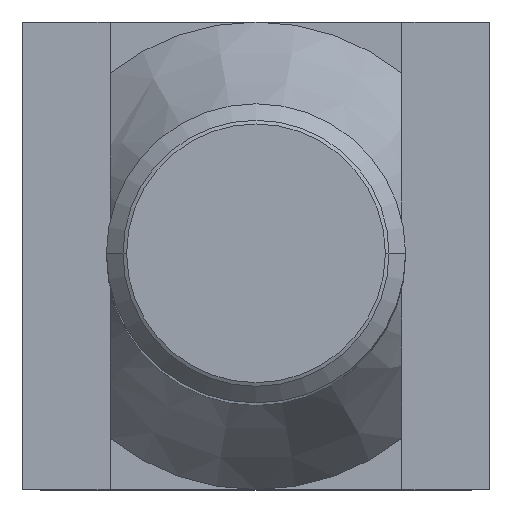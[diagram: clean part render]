
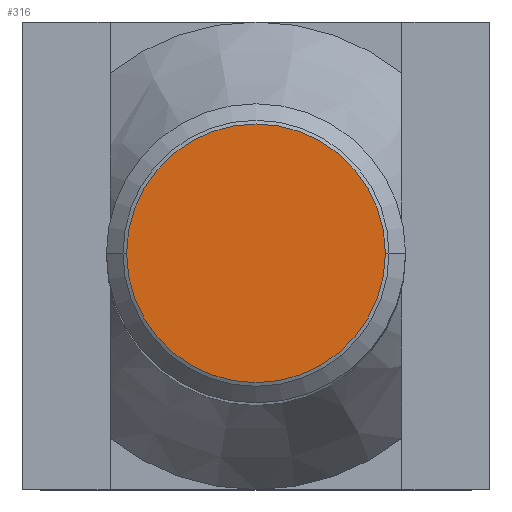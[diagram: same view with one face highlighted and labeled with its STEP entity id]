
A CAD part, top view. The second image highlights one B-rep face of the part: STEP entity #316.
In plain terms, the highlighted planar face has unit normal (0, 0, 1).
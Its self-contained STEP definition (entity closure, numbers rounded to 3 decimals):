
#266=EDGE_CURVE('',#328,#380,#541,.T.);
#298=EDGE_CURVE('',#380,#328,#576,.T.);
#316=ADVANCED_FACE('',(#594),#595,.T.);
#328=VERTEX_POINT('',#607);
#380=VERTEX_POINT('',#662);
#541=CIRCLE('',#892,6.917);
#576=CIRCLE('',#940,6.917);
#594=FACE_OUTER_BOUND('',#965,.T.);
#595=PLANE('',#966);
#607=CARTESIAN_POINT('',(-6.917,0.,80.));
#662=CARTESIAN_POINT('',(6.917,0.,80.0));
#892=AXIS2_PLACEMENT_3D('',#1267,#1268,#1269);
#940=AXIS2_PLACEMENT_3D('',#1310,#1311,#1312);
#965=EDGE_LOOP('',(#1320,#1321));
#966=AXIS2_PLACEMENT_3D('',#1322,#1323,#1324);
#1267=CARTESIAN_POINT('',(0.,0.,80.));
#1268=DIRECTION('',(0.0,-0.0,1.0));
#1269=DIRECTION('',(1.0,0.,0.0));
#1310=CARTESIAN_POINT('',(0.,0.,80.));
#1311=DIRECTION('',(0.0,-0.0,1.0));
#1312=DIRECTION('',(1.0,0.,0.0));
#1320=ORIENTED_EDGE('',*,*,#298,.T.);
#1321=ORIENTED_EDGE('',*,*,#266,.T.);
#1322=CARTESIAN_POINT('',(-3.5,0.,80.));
#1323=DIRECTION('',(0.0,0.0,1.0));
#1324=DIRECTION('',(-1.0,0.,0.0));
